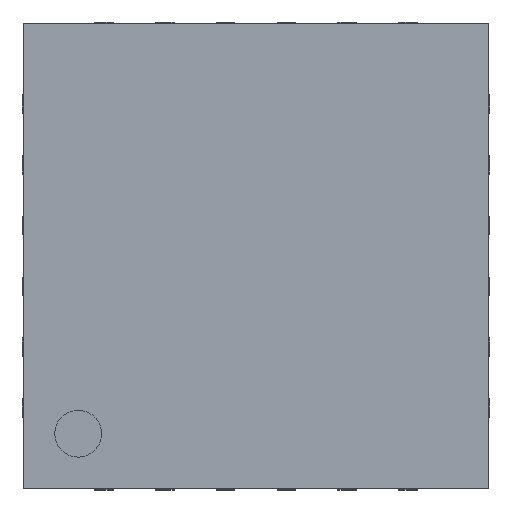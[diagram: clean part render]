
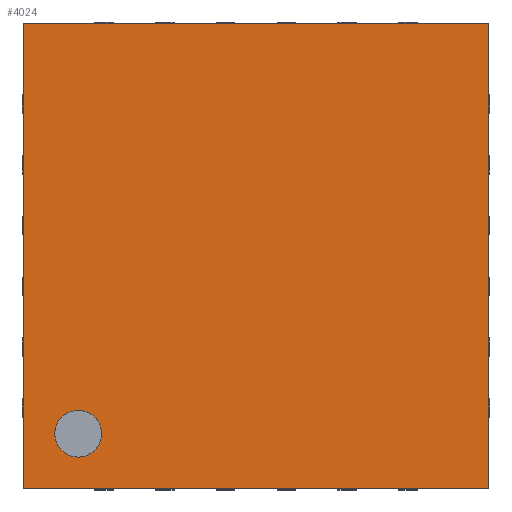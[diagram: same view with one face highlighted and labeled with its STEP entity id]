
A CAD part, top view. The second image highlights one B-rep face of the part: STEP entity #4024.
In plain terms, the highlighted planar face has unit normal (0, 0, 1).
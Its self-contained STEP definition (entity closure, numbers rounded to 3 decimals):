
#1028 = EDGE_CURVE('',#1029,#1031,#1033,.T.);
#1029 = VERTEX_POINT('',#1030);
#1030 = CARTESIAN_POINT('',(-2.488,-2.488,0.925));
#1031 = VERTEX_POINT('',#1032);
#1032 = CARTESIAN_POINT('',(-2.488,2.488,0.925));
#1033 = LINE('',#1034,#1035);
#1034 = CARTESIAN_POINT('',(-2.488,-2.488,0.925));
#1035 = VECTOR('',#1036,1.);
#1036 = DIRECTION('',(0.,1.,0.));
#1787 = EDGE_CURVE('',#1031,#1788,#1790,.T.);
#1788 = VERTEX_POINT('',#1789);
#1789 = CARTESIAN_POINT('',(2.488,2.488,0.925));
#1790 = LINE('',#1791,#1792);
#1791 = CARTESIAN_POINT('',(-2.488,2.488,0.925));
#1792 = VECTOR('',#1793,1.);
#1793 = DIRECTION('',(1.,0.,0.));
#2535 = EDGE_CURVE('',#2536,#1788,#2538,.T.);
#2536 = VERTEX_POINT('',#2537);
#2537 = CARTESIAN_POINT('',(2.488,-2.488,0.925));
#2538 = LINE('',#2539,#2540);
#2539 = CARTESIAN_POINT('',(2.488,-2.488,0.925));
#2540 = VECTOR('',#2541,1.);
#2541 = DIRECTION('',(0.,1.,0.));
#3287 = EDGE_CURVE('',#1029,#2536,#3288,.T.);
#3288 = LINE('',#3289,#3290);
#3289 = CARTESIAN_POINT('',(-2.488,-2.488,0.925));
#3290 = VECTOR('',#3291,1.);
#3291 = DIRECTION('',(1.,0.,0.));
#4024 = ADVANCED_FACE('',(#4025,#4031),#4042,.T.);
#4025 = FACE_BOUND('',#4026,.T.);
#4026 = EDGE_LOOP('',(#4027,#4028,#4029,#4030));
#4027 = ORIENTED_EDGE('',*,*,#1028,.F.);
#4028 = ORIENTED_EDGE('',*,*,#3287,.T.);
#4029 = ORIENTED_EDGE('',*,*,#2535,.T.);
#4030 = ORIENTED_EDGE('',*,*,#1787,.F.);
#4031 = FACE_BOUND('',#4032,.T.);
#4032 = EDGE_LOOP('',(#4033));
#4033 = ORIENTED_EDGE('',*,*,#4034,.T.);
#4034 = EDGE_CURVE('',#4035,#4035,#4037,.T.);
#4035 = VERTEX_POINT('',#4036);
#4036 = CARTESIAN_POINT('',(-1.65,-1.9,0.925));
#4037 = CIRCLE('',#4038,0.25);
#4038 = AXIS2_PLACEMENT_3D('',#4039,#4040,#4041);
#4039 = CARTESIAN_POINT('',(-1.9,-1.9,0.925));
#4040 = DIRECTION('',(0.,0.,-1.));
#4041 = DIRECTION('',(1.,0.,0.));
#4042 = PLANE('',#4043);
#4043 = AXIS2_PLACEMENT_3D('',#4044,#4045,#4046);
#4044 = CARTESIAN_POINT('',(-2.488,-2.488,0.925));
#4045 = DIRECTION('',(0.,0.,1.));
#4046 = DIRECTION('',(1.,0.,0.));
